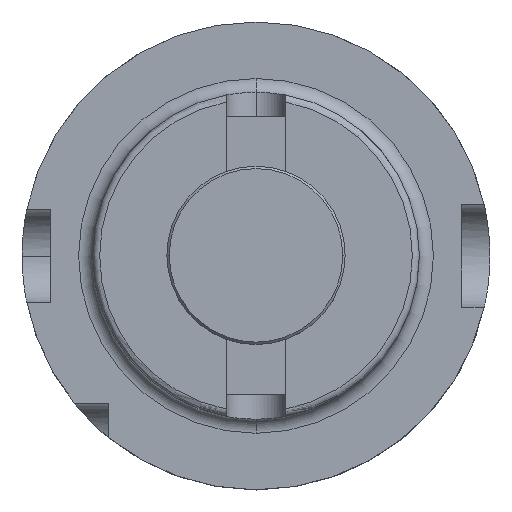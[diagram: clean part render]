
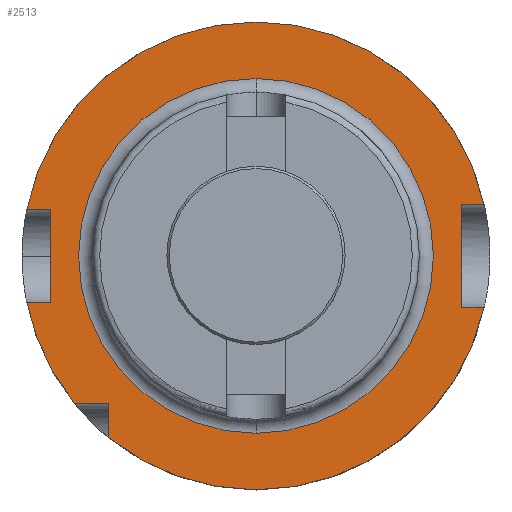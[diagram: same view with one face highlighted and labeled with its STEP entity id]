
A CAD part, top view. The second image highlights one B-rep face of the part: STEP entity #2513.
In plain terms, the highlighted planar face has unit normal (0, 0, 1).
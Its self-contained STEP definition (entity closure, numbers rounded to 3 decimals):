
#1 = VECTOR ( 'NONE', #2682, 1000. ) ;
#9 = DIRECTION ( 'NONE',  ( 0., 1., 0. ) ) ;
#83 = EDGE_CURVE ( 'NONE', #428, #204, #3274, .T. ) ;
#88 = AXIS2_PLACEMENT_3D ( 'NONE', #399, #3061, #124 ) ;
#124 = DIRECTION ( 'NONE',  ( 0., 1., 0. ) ) ;
#182 = CIRCLE ( 'NONE', #88, 50. ) ;
#198 = ORIENTED_EDGE ( 'NONE', *, *, #1541, .F. ) ;
#204 = VERTEX_POINT ( 'NONE', #927 ) ;
#223 = PLANE ( 'NONE',  #2632 ) ;
#243 = VERTEX_POINT ( 'NONE', #3042 ) ;
#283 = CIRCLE ( 'NONE', #1038, 50. ) ;
#316 = CIRCLE ( 'NONE', #3425, 37.925 ) ;
#317 = EDGE_CURVE ( 'NONE', #3773, #856, #3410, .T. ) ;
#333 = ORIENTED_EDGE ( 'NONE', *, *, #915, .F. ) ;
#359 = CARTESIAN_POINT ( 'NONE',  ( 44., -11., 29. ) ) ;
#385 = VERTEX_POINT ( 'NONE', #402 ) ;
#399 = CARTESIAN_POINT ( 'NONE',  ( 0., 0., 29. ) ) ;
#402 = CARTESIAN_POINT ( 'NONE',  ( -38.83, -31.5, 29. ) ) ;
#428 = VERTEX_POINT ( 'NONE', #3604 ) ;
#541 = EDGE_CURVE ( 'NONE', #789, #3505, #686, .T. ) ;
#575 = DIRECTION ( 'NONE',  ( 0., 1., 0. ) ) ;
#605 = DIRECTION ( 'NONE',  ( 0., 0., -1. ) ) ;
#612 = DIRECTION ( 'NONE',  ( 1., 0., 0. ) ) ;
#624 = CARTESIAN_POINT ( 'NONE',  ( 0., 34.925, 29. ) ) ;
#653 = EDGE_LOOP ( 'NONE', ( #2251, #3227, #333, #3473, #1081, #3798, #3012, #198, #1933, #2031, #2537, #2454 ) ) ;
#686 = LINE ( 'NONE', #2962, #3556 ) ;
#687 = CARTESIAN_POINT ( 'NONE',  ( 0., 0., 29. ) ) ;
#789 = VERTEX_POINT ( 'NONE', #2834 ) ;
#855 = DIRECTION ( 'NONE',  ( -1., 0., 0. ) ) ;
#856 = VERTEX_POINT ( 'NONE', #2268 ) ;
#869 = VECTOR ( 'NONE', #2825, 1000. ) ;
#915 = EDGE_CURVE ( 'NONE', #1927, #428, #283, .T. ) ;
#919 = DIRECTION ( 'NONE',  ( 0., -1., 0. ) ) ;
#923 = VERTEX_POINT ( 'NONE', #1365 ) ;
#927 = CARTESIAN_POINT ( 'NONE',  ( -31.5, -31.5, 29. ) ) ;
#1007 = EDGE_CURVE ( 'NONE', #3773, #3505, #3034, .T. ) ;
#1024 = DIRECTION ( 'NONE',  ( 0., 0., -1. ) ) ;
#1038 = AXIS2_PLACEMENT_3D ( 'NONE', #687, #1704, #3793 ) ;
#1081 = ORIENTED_EDGE ( 'NONE', *, *, #2419, .F. ) ;
#1137 = VECTOR ( 'NONE', #2154, 1000. ) ;
#1269 = CIRCLE ( 'NONE', #1457, 50. ) ;
#1276 = CIRCLE ( 'NONE', #1577, 37.925 ) ;
#1305 = CARTESIAN_POINT ( 'NONE',  ( 48.775, -11., 29. ) ) ;
#1353 = DIRECTION ( 'NONE',  ( -1., 0., 0. ) ) ;
#1365 = CARTESIAN_POINT ( 'NONE',  ( 48.775, 11., 29. ) ) ;
#1372 = ORIENTED_EDGE ( 'NONE', *, *, #1992, .T. ) ;
#1436 = DIRECTION ( 'NONE',  ( 0., 0., -1. ) ) ;
#1457 = AXIS2_PLACEMENT_3D ( 'NONE', #1948, #1436, #1926 ) ;
#1524 = EDGE_CURVE ( 'NONE', #204, #385, #3401, .T. ) ;
#1540 = LINE ( 'NONE', #2897, #3833 ) ;
#1541 = EDGE_CURVE ( 'NONE', #856, #3703, #182, .T. ) ;
#1549 = VERTEX_POINT ( 'NONE', #1814 ) ;
#1556 = EDGE_CURVE ( 'NONE', #1549, #923, #1627, .T. ) ;
#1577 = AXIS2_PLACEMENT_3D ( 'NONE', #2449, #1024, #3092 ) ;
#1627 = LINE ( 'NONE', #3280, #869 ) ;
#1686 = EDGE_CURVE ( 'NONE', #385, #789, #1269, .T. ) ;
#1704 = DIRECTION ( 'NONE',  ( 0., 0., -1. ) ) ;
#1724 = VECTOR ( 'NONE', #919, 1000. ) ;
#1751 = CARTESIAN_POINT ( 'NONE',  ( -31.5, 34.925, 29. ) ) ;
#1756 = DIRECTION ( 'NONE',  ( 0., 0., 1. ) ) ;
#1799 = DIRECTION ( 'NONE',  ( 0., 0., -1. ) ) ;
#1813 = CIRCLE ( 'NONE', #3105, 50. ) ;
#1814 = CARTESIAN_POINT ( 'NONE',  ( 44., 11., 29. ) ) ;
#1922 = CARTESIAN_POINT ( 'NONE',  ( 44., -11., 29. ) ) ;
#1926 = DIRECTION ( 'NONE',  ( 0., 1., 0. ) ) ;
#1927 = VERTEX_POINT ( 'NONE', #1305 ) ;
#1933 = ORIENTED_EDGE ( 'NONE', *, *, #317, .F. ) ;
#1948 = CARTESIAN_POINT ( 'NONE',  ( 0., 0., 29. ) ) ;
#1992 = EDGE_CURVE ( 'NONE', #2073, #243, #1276, .T. ) ;
#2028 = DIRECTION ( 'NONE',  ( 0., -1., 0. ) ) ;
#2031 = ORIENTED_EDGE ( 'NONE', *, *, #1007, .T. ) ;
#2073 = VERTEX_POINT ( 'NONE', #3362 ) ;
#2081 = CARTESIAN_POINT ( 'NONE',  ( 0., -31.5, 29. ) ) ;
#2132 = CARTESIAN_POINT ( 'NONE',  ( -44., 10., 29. ) ) ;
#2154 = DIRECTION ( 'NONE',  ( -1., 0., 0. ) ) ;
#2180 = CARTESIAN_POINT ( 'NONE',  ( 0., 10., 29. ) ) ;
#2214 = CARTESIAN_POINT ( 'NONE',  ( -44., -10., 29. ) ) ;
#2251 = ORIENTED_EDGE ( 'NONE', *, *, #1524, .F. ) ;
#2268 = CARTESIAN_POINT ( 'NONE',  ( -48.99, 10., 29. ) ) ;
#2355 = CARTESIAN_POINT ( 'NONE',  ( 0., 0., 29. ) ) ;
#2357 = CARTESIAN_POINT ( 'NONE',  ( 0., 50., 29. ) ) ;
#2408 = EDGE_CURVE ( 'NONE', #3703, #923, #1813, .T. ) ;
#2419 = EDGE_CURVE ( 'NONE', #1549, #3740, #2519, .T. ) ;
#2449 = CARTESIAN_POINT ( 'NONE',  ( 0., 0., 29. ) ) ;
#2454 = ORIENTED_EDGE ( 'NONE', *, *, #1686, .F. ) ;
#2482 = VECTOR ( 'NONE', #9, 1000. ) ;
#2513 = ADVANCED_FACE ( 'NONE', ( #2940, #3831 ), #223, .T. ) ;
#2519 = LINE ( 'NONE', #1922, #1724 ) ;
#2537 = ORIENTED_EDGE ( 'NONE', *, *, #541, .F. ) ;
#2627 = VECTOR ( 'NONE', #1353, 1000. ) ;
#2632 = AXIS2_PLACEMENT_3D ( 'NONE', #624, #1756, #2028 ) ;
#2647 = EDGE_CURVE ( 'NONE', #243, #2073, #316, .T. ) ;
#2661 = DIRECTION ( 'NONE',  ( 0., -1., 0. ) ) ;
#2682 = DIRECTION ( 'NONE',  ( 0., -1., 0. ) ) ;
#2825 = DIRECTION ( 'NONE',  ( 1., 0., 0. ) ) ;
#2827 = CARTESIAN_POINT ( 'NONE',  ( 0., 0., 29. ) ) ;
#2834 = CARTESIAN_POINT ( 'NONE',  ( -48.99, -10., 29. ) ) ;
#2897 = CARTESIAN_POINT ( 'NONE',  ( 0., -11., 29. ) ) ;
#2940 = FACE_BOUND ( 'NONE', #3435, .T. ) ;
#2962 = CARTESIAN_POINT ( 'NONE',  ( 0., -10., 29. ) ) ;
#2974 = CARTESIAN_POINT ( 'NONE',  ( -44., -10., 29. ) ) ;
#3012 = ORIENTED_EDGE ( 'NONE', *, *, #2408, .F. ) ;
#3034 = LINE ( 'NONE', #2974, #1 ) ;
#3042 = CARTESIAN_POINT ( 'NONE',  ( 0., -37.925, 29. ) ) ;
#3061 = DIRECTION ( 'NONE',  ( 0., 0., -1. ) ) ;
#3092 = DIRECTION ( 'NONE',  ( 0., -1., 0. ) ) ;
#3105 = AXIS2_PLACEMENT_3D ( 'NONE', #2827, #1799, #575 ) ;
#3107 = EDGE_CURVE ( 'NONE', #1927, #3740, #1540, .T. ) ;
#3227 = ORIENTED_EDGE ( 'NONE', *, *, #83, .F. ) ;
#3274 = LINE ( 'NONE', #1751, #2482 ) ;
#3280 = CARTESIAN_POINT ( 'NONE',  ( 0., 11., 29. ) ) ;
#3362 = CARTESIAN_POINT ( 'NONE',  ( 0., 37.925, 29. ) ) ;
#3401 = LINE ( 'NONE', #2081, #1137 ) ;
#3410 = LINE ( 'NONE', #2180, #2627 ) ;
#3425 = AXIS2_PLACEMENT_3D ( 'NONE', #2355, #605, #2661 ) ;
#3435 = EDGE_LOOP ( 'NONE', ( #3694, #1372 ) ) ;
#3473 = ORIENTED_EDGE ( 'NONE', *, *, #3107, .T. ) ;
#3505 = VERTEX_POINT ( 'NONE', #2214 ) ;
#3556 = VECTOR ( 'NONE', #612, 1000. ) ;
#3604 = CARTESIAN_POINT ( 'NONE',  ( -31.5, -38.83, 29. ) ) ;
#3694 = ORIENTED_EDGE ( 'NONE', *, *, #2647, .T. ) ;
#3703 = VERTEX_POINT ( 'NONE', #2357 ) ;
#3740 = VERTEX_POINT ( 'NONE', #359 ) ;
#3773 = VERTEX_POINT ( 'NONE', #2132 ) ;
#3793 = DIRECTION ( 'NONE',  ( 0., 1., 0. ) ) ;
#3798 = ORIENTED_EDGE ( 'NONE', *, *, #1556, .T. ) ;
#3831 = FACE_OUTER_BOUND ( 'NONE', #653, .T. ) ;
#3833 = VECTOR ( 'NONE', #855, 1000. ) ;
